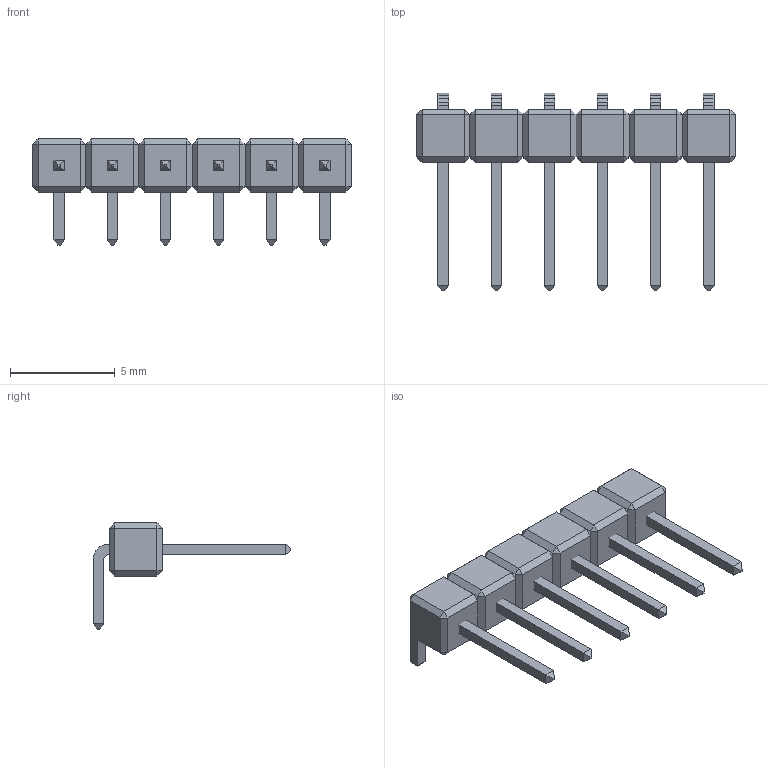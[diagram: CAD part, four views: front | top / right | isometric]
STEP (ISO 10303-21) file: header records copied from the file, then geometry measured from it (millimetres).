
FILE_DESCRIPTION(('STEP AP203'), '1');
FILE_NAME('PLS-6R', '2023-02-21T06:09:22', ('ava'), (''), 'ASCON STEP Converter 1.3', 'ASCON Math Kernel', '');
FILE_SCHEMA(('CONFIG_CONTROL_DESIGN'));
Length unit declared in the file: millimetre
Products named in the file (3): 13; 14; 15
Assembly tree (2 placements, depth 2):
  13
    14
    15
Bounding box: 15.24 x 9.45 x 5.08 mm (x, y, z)
Volume: 19.4 mm3; surface area: 342.2 mm2
Topology: 6 solids, 17 shells, 320 faces, 728 edges, 428 vertices
Faces by surface type: plane 320
Entity records: 10044 total; most frequent: CARTESIAN_POINT 1479, ORIENTED_EDGE 1400, DIRECTION 1374, EDGE_CURVE 728, LINE 728, VECTOR 728, VERTEX_POINT 428, AXIS2_PLACEMENT_3D 323
